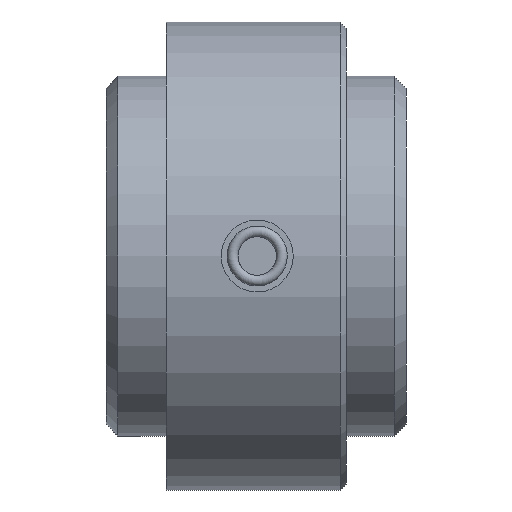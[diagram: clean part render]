
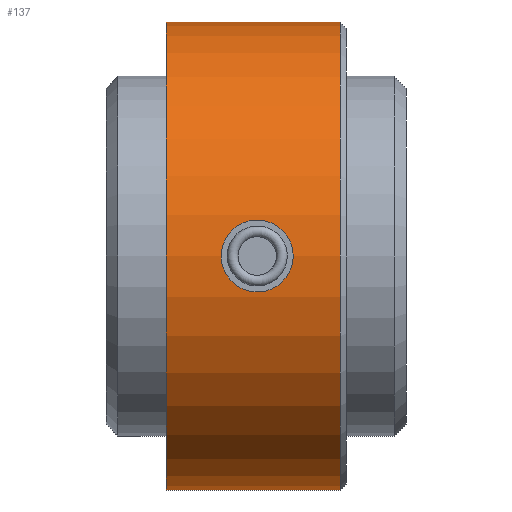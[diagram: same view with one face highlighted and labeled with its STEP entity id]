
A CAD part, front view. The second image highlights one B-rep face of the part: STEP entity #137.
In plain terms, the highlighted cylindrical face has radius 19.5 mm (diameter 39 mm), a full revolution.
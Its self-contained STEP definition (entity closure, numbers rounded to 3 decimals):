
#137 = ADVANCED_FACE( '', ( #238, #239 ), #240, .T. );
#238 = FACE_OUTER_BOUND( '', #340, .T. );
#239 = FACE_OUTER_BOUND( '', #341, .T. );
#240 = CYLINDRICAL_SURFACE( '', #342, 19.5 );
#340 = EDGE_LOOP( '', ( #440 ) );
#341 = EDGE_LOOP( '', ( #441 ) );
#342 = AXIS2_PLACEMENT_3D( '', #442, #443, #444 );
#440 = ORIENTED_EDGE( '', *, *, #560, .T. );
#441 = ORIENTED_EDGE( '', *, *, #561, .F. );
#442 = CARTESIAN_POINT( '', ( 57., 0., 0. ) );
#443 = DIRECTION( '', ( 1., 0., 0. ) );
#444 = DIRECTION( '', ( 0., 0., 1. ) );
#560 = EDGE_CURVE( '', #613, #613, #614, .T. );
#561 = EDGE_CURVE( '', #615, #615, #616, .T. );
#613 = VERTEX_POINT( '', #678 );
#614 = CIRCLE( '', #679, 19.5 );
#615 = VERTEX_POINT( '', #680 );
#616 = CIRCLE( '', #681, 19.5 );
#678 = CARTESIAN_POINT( '', ( 19.5, 0., 19.5 ) );
#679 = AXIS2_PLACEMENT_3D( '', #746, #747, #748 );
#680 = CARTESIAN_POINT( '', ( 5., 0., 19.5 ) );
#681 = AXIS2_PLACEMENT_3D( '', #749, #750, #751 );
#746 = CARTESIAN_POINT( '', ( 19.5, 0., 0. ) );
#747 = DIRECTION( '', ( -1., 0., 0. ) );
#748 = DIRECTION( '', ( 0., 0., 1. ) );
#749 = CARTESIAN_POINT( '', ( 5., 0., 0. ) );
#750 = DIRECTION( '', ( -1., 0., 0. ) );
#751 = DIRECTION( '', ( 0., 0., 1. ) );
